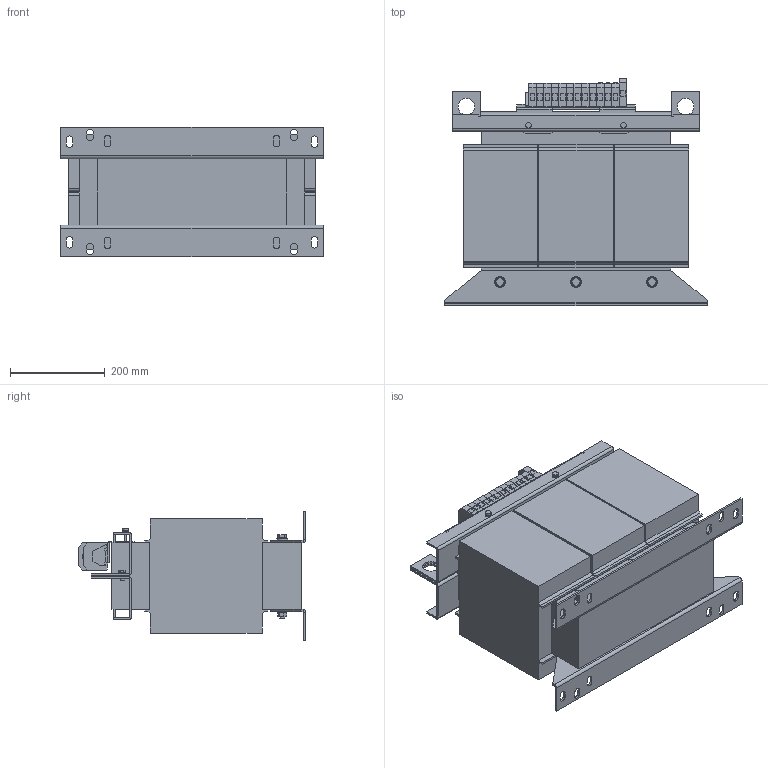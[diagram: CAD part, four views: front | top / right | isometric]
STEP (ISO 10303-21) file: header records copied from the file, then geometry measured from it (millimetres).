
FILE_DESCRIPTION (( 'STEP AP214' ), '1' );
FILE_NAME ('272995.STEP', '2020-08-20T07:43:23', ( '' ), ( '' ), 'SwSTEP 2.0', 'SolidWorks 2018', '' );
FILE_SCHEMA (( 'AUTOMOTIVE_DESIGN' ));
Length unit declared in the file: millimetre
Products named in the file (1): 272995
Bounding box: 552 x 479.8 x 272 mm (x, y, z)
Volume: 37591966.5 mm3; surface area: 1555110.3 mm2
Topology: 1 solids, 1 shells, 928 faces, 2277 edges, 1430 vertices
Faces by surface type: plane 728, cylinder 200
Entity records: 26951 total; most frequent: CARTESIAN_POINT 4636, DIRECTION 4563, ORIENTED_EDGE 4554, EDGE_CURVE 2277, VECTOR 1849, LINE 1849, VERTEX_POINT 1430, AXIS2_PLACEMENT_3D 1357
